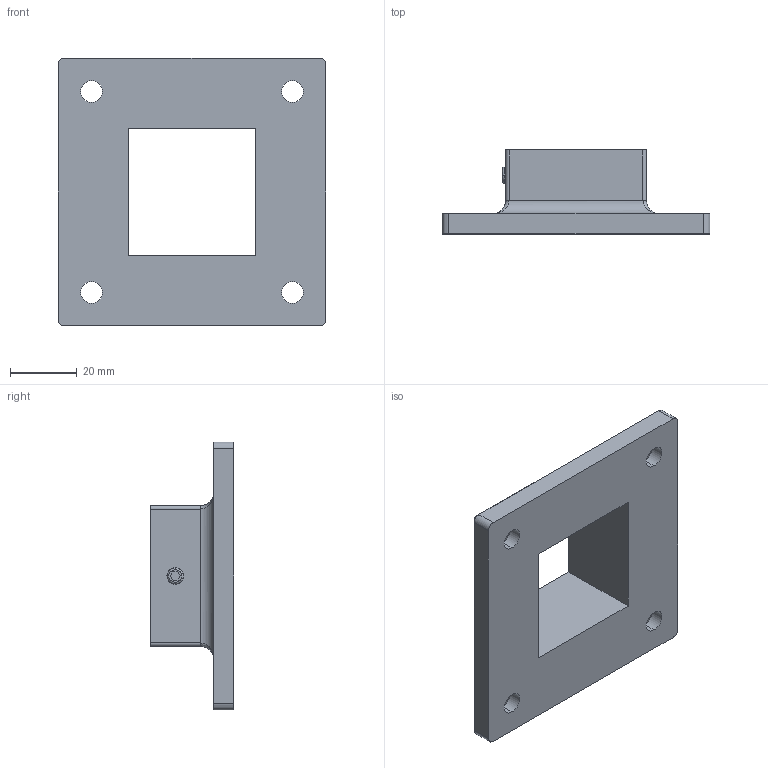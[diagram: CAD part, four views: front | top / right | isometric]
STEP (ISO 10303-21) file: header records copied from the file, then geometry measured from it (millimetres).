
FILE_DESCRIPTION (( 'STEP AP203' ), '1' );
FILE_NAME ('3D_GB3064_40x40_188711510.STEP', '2024-10-18T07:53:08', ( '' ), ( '' ), 'SwSTEP 2.0', 'SolidWorks 2024', '' );
FILE_SCHEMA (( 'CONFIG_CONTROL_DESIGN' ));
Length unit declared in the file: millimetre
Products named in the file (1): 3D_GB3064_40x40_188711510
Bounding box: 80 x 25 x 80 mm (x, y, z)
Volume: 35392.6 mm3; surface area: 18715.3 mm2
Topology: 2 solids, 2 shells, 64 faces, 154 edges, 92 vertices
Faces by surface type: cylinder 24, plane 24, cone 10, bspline 4, torus 2
Entity records: 2063 total; most frequent: CARTESIAN_POINT 495, DIRECTION 318, ORIENTED_EDGE 300, EDGE_CURVE 150, AXIS2_PLACEMENT_3D 115, VERTEX_POINT 92, LINE 88, VECTOR 88
